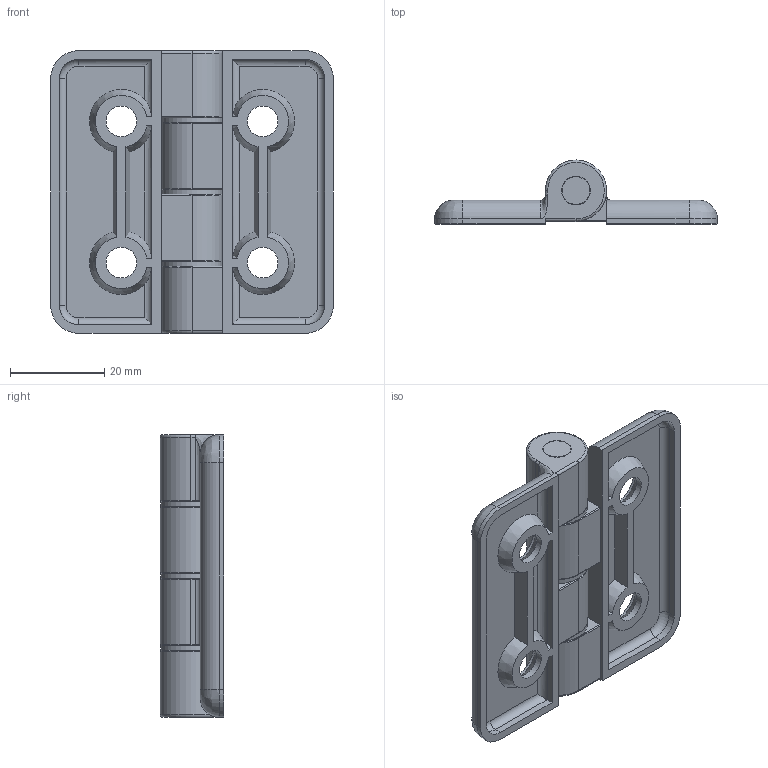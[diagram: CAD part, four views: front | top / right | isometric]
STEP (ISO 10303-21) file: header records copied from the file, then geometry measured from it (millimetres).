
FILE_DESCRIPTION(/* description */ (''),/* implementation_level */ '2;1');
FILE_NAME(/* name */ 'HC6060.stp',/* time_stamp */ '2023-07-18T11:00:05+09:00',/* author */ ('user'),/* organization */ (''),/* preprocessor_version */ 'ST-DEVELOPER v15.6',/* originating_system */ 'Autodesk Inventor 2015',/* authorisation */ '');
FILE_SCHEMA (('AUTOMOTIVE_DESIGN { 1 0 10303 214 3 1 1 }'));
Length unit declared in the file: millimetre
Products named in the file (4): 60날개; 와샤_120601; 핀_0660; HC6060
Bounding box: 60 x 13.5 x 60 mm (x, y, z)
Volume: 15498.1 mm3; surface area: 13879.7 mm2
Topology: 6 solids, 6 shells, 171 faces, 417 edges, 262 vertices
Faces by surface type: cylinder 73, plane 62, torus 18, cone 12, bspline 6
Full cylindrical faces by diameter (mm): 5.9 x1, 6.1 x7, 6.5 x4, 12.5 x4, 12.8 x3
Entity records: 2845 total; most frequent: CARTESIAN_POINT 749, DIRECTION 448, ORIENTED_EDGE 388, EDGE_CURVE 194, AXIS2_PLACEMENT_3D 180, VERTEX_POINT 128, EDGE_LOOP 108, LINE 88
